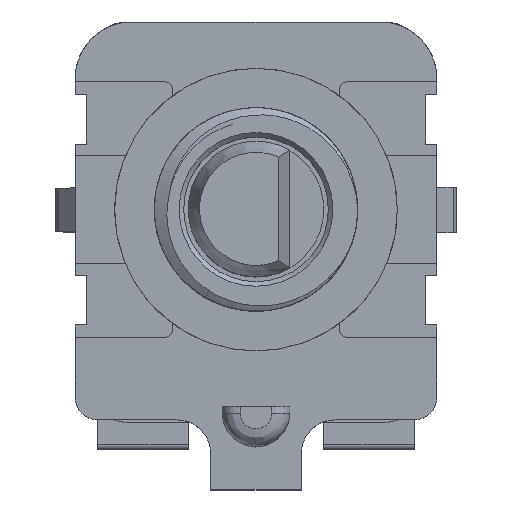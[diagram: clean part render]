
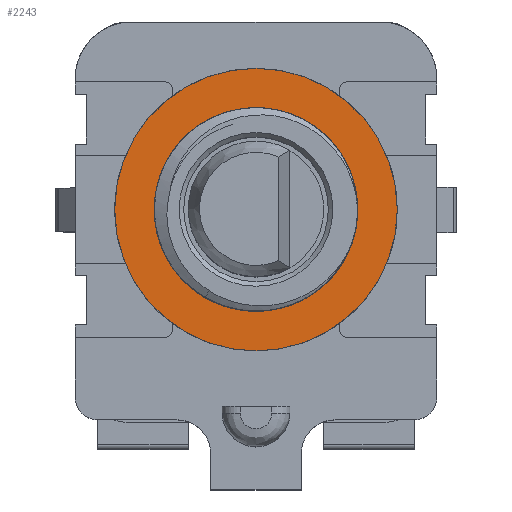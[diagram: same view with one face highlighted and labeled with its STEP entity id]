
A CAD part, top view. The second image highlights one B-rep face of the part: STEP entity #2243.
In plain terms, the highlighted planar face has unit normal (0, 0, 1).
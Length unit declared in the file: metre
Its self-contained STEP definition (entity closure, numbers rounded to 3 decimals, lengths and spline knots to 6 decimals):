
#1353 = EDGE_CURVE( '', #3502, #3502, #3503, .T. );
#2017 = EDGE_CURVE( '', #3947, #3172, #4438, .T. );
#2243 = ADVANCED_FACE( '', ( #4713, #4714 ), #4715, .T. );
#2771 = EDGE_CURVE( '', #3947, #3172, #5355, .T. );
#3172 = VERTEX_POINT( '', #6561 );
#3502 = VERTEX_POINT( '', #7207 );
#3503 = CIRCLE( '', #7208, 0.00625 );
#3947 = VERTEX_POINT( '', #7960 );
#4438 = CIRCLE( '', #9152, 0.0045 );
#4713 = FACE_OUTER_BOUND( '', #9677, .T. );
#4714 = FACE_BOUND( '', #9678, .T. );
#4715 = PLANE( '', #9679 );
#5355 = CIRCLE( '', #11199, 0.0045 );
#6561 = CARTESIAN_POINT( '', ( -0.002256, -0.003902, 0.008035 ) );
#7207 = CARTESIAN_POINT( '', ( 0.006244, -0.000005, 0.008035 ) );
#7208 = AXIS2_PLACEMENT_3D( '', #11878, #11879, #11880 );
#7960 = CARTESIAN_POINT( '', ( -0.003647, -0.00265, 0.008035 ) );
#9152 = AXIS2_PLACEMENT_3D( '', #13043, #13044, #13045 );
#9677 = EDGE_LOOP( '', ( #13355 ) );
#9678 = EDGE_LOOP( '', ( #13356, #13357 ) );
#9679 = AXIS2_PLACEMENT_3D( '', #13358, #13359, #13360 );
#11199 = AXIS2_PLACEMENT_3D( '', #14369, #14370, #14371 );
#11878 = CARTESIAN_POINT( '', ( -0.000006, -0.000005, 0.008035 ) );
#11879 = DIRECTION( '', ( 0., 0., -1. ) );
#11880 = DIRECTION( '', ( 1., 0., 0. ) );
#13043 = CARTESIAN_POINT( '', ( -0.000006, -0.000005, 0.008035 ) );
#13044 = DIRECTION( '', ( 0., 0., -1. ) );
#13045 = DIRECTION( '', ( -0.809, -0.588, 0. ) );
#13355 = ORIENTED_EDGE( '', *, *, #1353, .F. );
#13356 = ORIENTED_EDGE( '', *, *, #2017, .T. );
#13357 = ORIENTED_EDGE( '', *, *, #2771, .F. );
#13358 = CARTESIAN_POINT( '', ( -0.000006, -0.000005, 0.008035 ) );
#13359 = DIRECTION( '', ( 0., 0., 1. ) );
#13360 = DIRECTION( '', ( 1., 0., 0. ) );
#14369 = CARTESIAN_POINT( '', ( -0.000006, -0.000005, 0.008035 ) );
#14370 = DIRECTION( '', ( 0., 0., 1. ) );
#14371 = DIRECTION( '', ( -0.809, -0.588, 0. ) );
